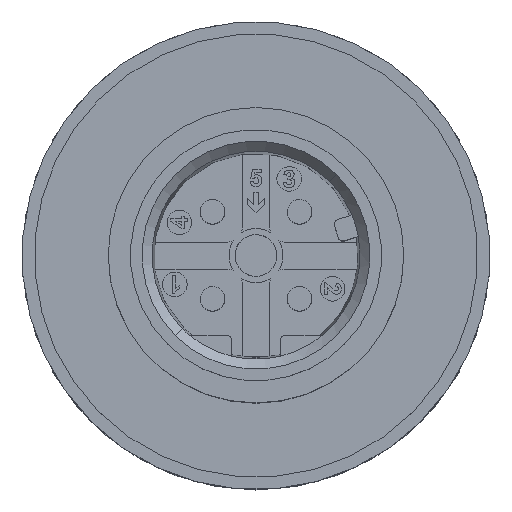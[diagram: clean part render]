
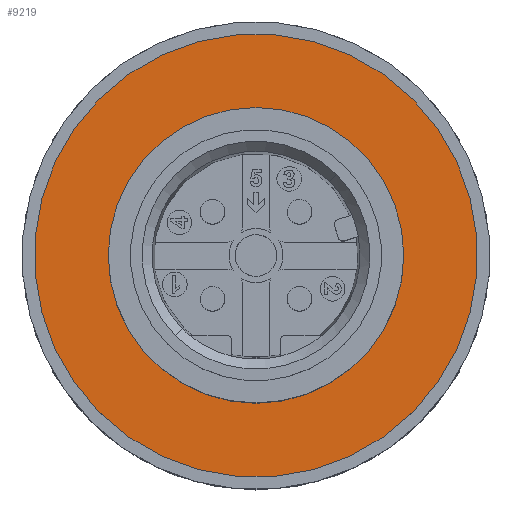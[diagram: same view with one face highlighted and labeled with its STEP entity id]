
A CAD part, top view. The second image highlights one B-rep face of the part: STEP entity #9219.
In plain terms, the highlighted planar face has unit normal (0, 0, 1).
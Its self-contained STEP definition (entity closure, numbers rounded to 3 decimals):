
#1042=CIRCLE('',#9762,6.);
#1043=CIRCLE('',#9763,6.);
#1044=CIRCLE('',#9764,9.);
#1045=CIRCLE('',#9765,9.);
#1471=VERTEX_POINT('',#13190);
#1472=VERTEX_POINT('',#13191);
#1473=VERTEX_POINT('',#13194);
#1474=VERTEX_POINT('',#13195);
#3967=EDGE_CURVE('',#1471,#1472,#1042,.T.);
#3968=EDGE_CURVE('',#1472,#1471,#1043,.T.);
#3969=EDGE_CURVE('',#1473,#1474,#1044,.T.);
#3970=EDGE_CURVE('',#1474,#1473,#1045,.T.);
#5390=ORIENTED_EDGE('',*,*,#3967,.F.);
#5391=ORIENTED_EDGE('',*,*,#3968,.F.);
#5392=ORIENTED_EDGE('',*,*,#3969,.T.);
#5393=ORIENTED_EDGE('',*,*,#3970,.T.);
#8110=EDGE_LOOP('',(#5390,#5391));
#8111=EDGE_LOOP('',(#5392,#5393));
#8666=FACE_BOUND('',#8110,.T.);
#8667=FACE_BOUND('',#8111,.T.);
#9219=ADVANCED_FACE('',(#8666,#8667),#17376,.T.);
#9761=AXIS2_PLACEMENT_3D('',#13188,#10738,$);
#9762=AXIS2_PLACEMENT_3D('',#13189,#10739,#10740);
#9763=AXIS2_PLACEMENT_3D('',#13192,#10741,#10742);
#9764=AXIS2_PLACEMENT_3D('',#13193,#10743,#10744);
#9765=AXIS2_PLACEMENT_3D('',#13196,#10745,#10746);
#10738=DIRECTION('',(0.,0.,1.));
#10739=DIRECTION('',(0.,0.,1.));
#10740=DIRECTION('',(0.,6.,0.));
#10741=DIRECTION('',(0.,0.,1.));
#10742=DIRECTION('',(0.,6.,0.));
#10743=DIRECTION('',(0.,0.,1.));
#10744=DIRECTION('',(-8.157,3.804,0.));
#10745=DIRECTION('',(0.,0.,1.));
#10746=DIRECTION('',(-8.157,3.804,0.));
#13188=CARTESIAN_POINT('',(26.694,31.95,-7.106));
#13189=CARTESIAN_POINT('',(20.52,31.843,-7.106));
#13190=CARTESIAN_POINT('',(20.52,25.843,-7.106));
#13191=CARTESIAN_POINT('',(20.52,37.843,-7.106));
#13192=CARTESIAN_POINT('',(20.52,31.843,-7.106));
#13193=CARTESIAN_POINT('',(20.52,31.843,-7.106));
#13194=CARTESIAN_POINT('',(28.677,28.039,-7.106));
#13195=CARTESIAN_POINT('',(12.364,35.646,-7.106));
#13196=CARTESIAN_POINT('',(20.52,31.843,-7.106));
#17376=PLANE('',#9761);
